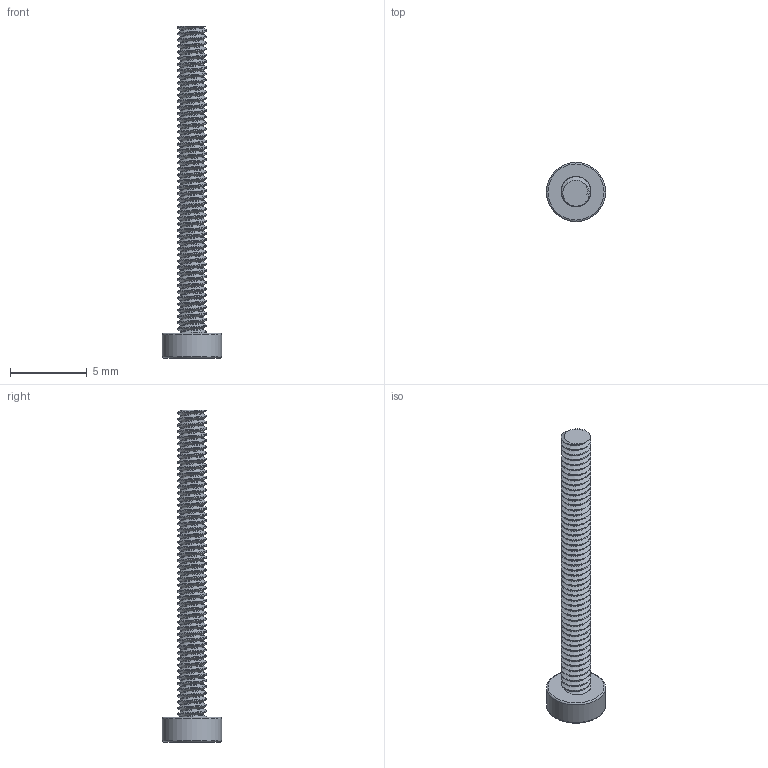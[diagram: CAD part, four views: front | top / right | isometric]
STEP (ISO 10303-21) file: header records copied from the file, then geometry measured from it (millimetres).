
FILE_DESCRIPTION(/* description */ (''),/* implementation_level */ '2;1');
FILE_NAME(/* name */ 'M2x20 Bolt.step',/* time_stamp */ '2026-02-03T17:04:25-05:00',/* author */ (''),/* organization */ (''),/* preprocessor_version */ 'ST-DEVELOPER v20.1',/* originating_system */ 'Autodesk Translation Framework v14.21.0.0',/* authorisation */ '');
FILE_SCHEMA (('AUTOMOTIVE_DESIGN { 1 0 10303 214 3 1 1 }'));
Length unit declared in the file: millimetre
Products named in the file (1): 2026-01-04-19-33-56-184
Bounding box: 3.85 x 3.85 x 21.6 mm (x, y, z)
Volume: 62.3 mm3; surface area: 227.6 mm2
Topology: 1 solids, 1 shells, 123 faces, 355 edges, 236 vertices
Faces by surface type: cylinder 103, plane 16, bspline 2, torus 2
Full cylindrical faces by diameter (mm): 1.478 x20, 1.933 x34, 3.85 x1
Entity records: 9560 total; most frequent: CARTESIAN_POINT 6694, ORIENTED_EDGE 710, DIRECTION 401, EDGE_CURVE 355, VERTEX_POINT 236, B_SPLINE_CURVE_WITH_KNOTS 208, LINE 137, VECTOR 137
